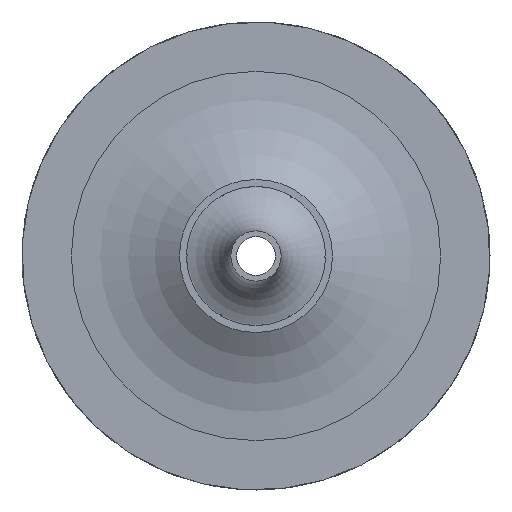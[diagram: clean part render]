
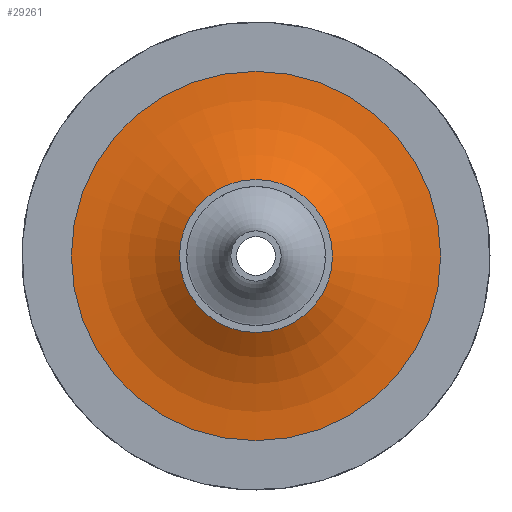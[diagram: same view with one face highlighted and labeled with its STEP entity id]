
A CAD part, left-side view. The second image highlights one B-rep face of the part: STEP entity #29261.
In plain terms, the highlighted toroidal (fillet/blend) face has major radius 238.36 mm and minor radius 236.068 mm.
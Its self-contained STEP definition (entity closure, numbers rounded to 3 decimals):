
#452 = PLANE('',#453);
#453 = AXIS2_PLACEMENT_3D('',#454,#455,#456);
#454 = CARTESIAN_POINT('',(-35.9,0.,0.));
#455 = DIRECTION('',(-1.,-0.,-0.));
#456 = DIRECTION('',(-0.,-1.,-0.));
#9880 = PLANE('',#9881);
#9881 = AXIS2_PLACEMENT_3D('',#9882,#9883,#9884);
#9882 = CARTESIAN_POINT('',(-81.6,0.,0.));
#9883 = DIRECTION('',(1.,0.,0.));
#9884 = DIRECTION('',(-0.,1.,0.));
#29061 = EDGE_CURVE('',#29062,#29062,#29064,.T.);
#29062 = VERTEX_POINT('',#29063);
#29063 = CARTESIAN_POINT('',(-35.9,238.36,0.));
#29064 = SURFACE_CURVE('',#29065,(#29070,#29081),.PCURVE_S1.);
#29065 = CIRCLE('',#29066,238.36);
#29066 = AXIS2_PLACEMENT_3D('',#29067,#29068,#29069);
#29067 = CARTESIAN_POINT('',(-35.9,0.,0.));
#29068 = DIRECTION('',(1.,0.,0.));
#29069 = DIRECTION('',(-0.,1.,0.));
#29070 = PCURVE('',#452,#29071);
#29071 = DEFINITIONAL_REPRESENTATION('',(#29072),#29080);
#29072 = ( BOUNDED_CURVE() B_SPLINE_CURVE(2,(#29073,#29074,#29075,#29076
    ,#29077,#29078,#29079),.UNSPECIFIED.,.T.,.F.) 
B_SPLINE_CURVE_WITH_KNOTS((1,2,2,2,2,1),(-2.094,0.,
    2.094,4.189,6.283,8.378),
.UNSPECIFIED.) CURVE() GEOMETRIC_REPRESENTATION_ITEM() 
RATIONAL_B_SPLINE_CURVE((1.,0.5,1.,0.5,1.,0.5,1.)) REPRESENTATION_ITEM(
  '') );
#29073 = CARTESIAN_POINT('',(-238.36,0.));
#29074 = CARTESIAN_POINT('',(-238.36,412.852));
#29075 = CARTESIAN_POINT('',(119.18,206.426));
#29076 = CARTESIAN_POINT('',(476.72,0.));
#29077 = CARTESIAN_POINT('',(119.18,-206.426));
#29078 = CARTESIAN_POINT('',(-238.36,-412.852));
#29079 = CARTESIAN_POINT('',(-238.36,0.));
#29080 = ( GEOMETRIC_REPRESENTATION_CONTEXT(2) 
PARAMETRIC_REPRESENTATION_CONTEXT() REPRESENTATION_CONTEXT('2D SPACE',''
  ) );
#29081 = PCURVE('',#29082,#29087);
#29082 = TOROIDAL_SURFACE('',#29083,238.36,236.068);
#29083 = AXIS2_PLACEMENT_3D('',#29084,#29085,#29086);
#29084 = CARTESIAN_POINT('',(-271.968,0.,0.));
#29085 = DIRECTION('',(-1.,-0.,-0.));
#29086 = DIRECTION('',(-0.,1.,0.));
#29087 = DEFINITIONAL_REPRESENTATION('',(#29088),#29092);
#29088 = LINE('',#29089,#29090);
#29089 = CARTESIAN_POINT('',(-0.,4.712));
#29090 = VECTOR('',#29091,1.);
#29091 = DIRECTION('',(-1.,0.));
#29092 = ( GEOMETRIC_REPRESENTATION_CONTEXT(2) 
PARAMETRIC_REPRESENTATION_CONTEXT() REPRESENTATION_CONTEXT('2D SPACE',''
  ) );
#29220 = EDGE_CURVE('',#29221,#29221,#29223,.T.);
#29221 = VERTEX_POINT('',#29222);
#29222 = CARTESIAN_POINT('',(-81.6,98.76,0.));
#29223 = SURFACE_CURVE('',#29224,(#29229,#29236),.PCURVE_S1.);
#29224 = CIRCLE('',#29225,98.76);
#29225 = AXIS2_PLACEMENT_3D('',#29226,#29227,#29228);
#29226 = CARTESIAN_POINT('',(-81.6,0.,0.));
#29227 = DIRECTION('',(1.,0.,0.));
#29228 = DIRECTION('',(-0.,1.,0.));
#29229 = PCURVE('',#9880,#29230);
#29230 = DEFINITIONAL_REPRESENTATION('',(#29231),#29235);
#29231 = CIRCLE('',#29232,98.76);
#29232 = AXIS2_PLACEMENT_2D('',#29233,#29234);
#29233 = CARTESIAN_POINT('',(0.,0.));
#29234 = DIRECTION('',(1.,-0.));
#29235 = ( GEOMETRIC_REPRESENTATION_CONTEXT(2) 
PARAMETRIC_REPRESENTATION_CONTEXT() REPRESENTATION_CONTEXT('2D SPACE',''
  ) );
#29236 = PCURVE('',#29082,#29237);
#29237 = DEFINITIONAL_REPRESENTATION('',(#29238),#29242);
#29238 = LINE('',#29239,#29240);
#29239 = CARTESIAN_POINT('',(-0.,4.08));
#29240 = VECTOR('',#29241,1.);
#29241 = DIRECTION('',(-1.,0.));
#29242 = ( GEOMETRIC_REPRESENTATION_CONTEXT(2) 
PARAMETRIC_REPRESENTATION_CONTEXT() REPRESENTATION_CONTEXT('2D SPACE',''
  ) );
#29261 = ADVANCED_FACE('',(#29262),#29082,.F.);
#29262 = FACE_BOUND('',#29263,.T.);
#29263 = EDGE_LOOP('',(#29264,#29265,#29287,#29288));
#29264 = ORIENTED_EDGE('',*,*,#29220,.T.);
#29265 = ORIENTED_EDGE('',*,*,#29266,.T.);
#29266 = EDGE_CURVE('',#29221,#29062,#29267,.T.);
#29267 = SEAM_CURVE('',#29268,(#29273,#29280),.PCURVE_S1.);
#29268 = CIRCLE('',#29269,236.068);
#29269 = AXIS2_PLACEMENT_3D('',#29270,#29271,#29272);
#29270 = CARTESIAN_POINT('',(-271.968,238.36,0.));
#29271 = DIRECTION('',(0.,0.,1.));
#29272 = DIRECTION('',(0.806,-0.591,0.));
#29273 = PCURVE('',#29082,#29274);
#29274 = DEFINITIONAL_REPRESENTATION('',(#29275),#29279);
#29275 = LINE('',#29276,#29277);
#29276 = CARTESIAN_POINT('',(-6.283,4.08));
#29277 = VECTOR('',#29278,1.);
#29278 = DIRECTION('',(-0.,1.));
#29279 = ( GEOMETRIC_REPRESENTATION_CONTEXT(2) 
PARAMETRIC_REPRESENTATION_CONTEXT() REPRESENTATION_CONTEXT('2D SPACE',''
  ) );
#29280 = PCURVE('',#29082,#29281);
#29281 = DEFINITIONAL_REPRESENTATION('',(#29282),#29286);
#29282 = LINE('',#29283,#29284);
#29283 = CARTESIAN_POINT('',(-0.,4.08));
#29284 = VECTOR('',#29285,1.);
#29285 = DIRECTION('',(-0.,1.));
#29286 = ( GEOMETRIC_REPRESENTATION_CONTEXT(2) 
PARAMETRIC_REPRESENTATION_CONTEXT() REPRESENTATION_CONTEXT('2D SPACE',''
  ) );
#29287 = ORIENTED_EDGE('',*,*,#29061,.F.);
#29288 = ORIENTED_EDGE('',*,*,#29266,.F.);
